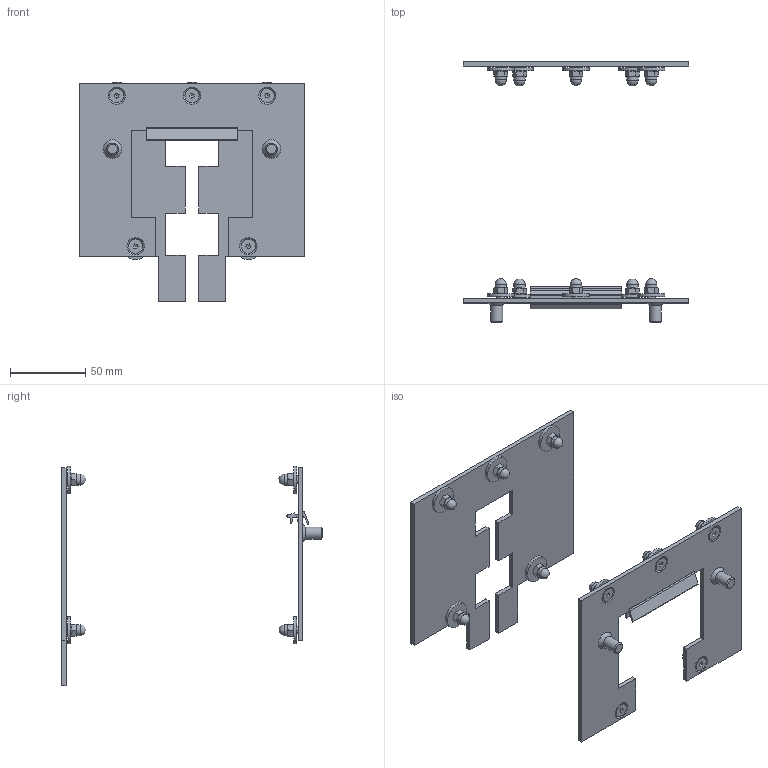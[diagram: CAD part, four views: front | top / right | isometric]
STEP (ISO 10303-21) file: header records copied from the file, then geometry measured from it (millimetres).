
FILE_DESCRIPTION(/* description */ (''),/* implementation_level */ '2;1');
FILE_NAME(/* name */ '00011107.stp',/* time_stamp */ '2023-07-11T10:23:50+02:00',/* author */ ('stegner'),/* organization */ (''),/* preprocessor_version */ 'ST-DEVELOPER v19.2',/* originating_system */ 'Autodesk Inventor 2023',/* authorisation */ '');
FILE_SCHEMA (('AUTOMOTIVE_DESIGN { 1 0 10303 214 3 1 1 }'));
Length unit declared in the file: millimetre
Products named in the file (8): leer; MTW_1-00216775; MTW_1-00216782; leer_1; leer_2; 21-1098-5FZ.001; Protec-Zeichnung 1065; leer_3
Assembly tree (35 placements, depth 2):
  leer
    MTW_1-00216775
    MTW_1-00216782
    leer_1  x10
    leer_2  x2
    21-1098-5FZ.001  x10
    Protec-Zeichnung 1065
    leer_3  x10
Bounding box: 150 x 173.27 x 146 mm (x, y, z)
Volume: 96048.5 mm3; surface area: 78639.1 mm2
Topology: 35 solids, 35 shells, 479 faces, 1133 edges, 714 vertices
Faces by surface type: plane 251, cone 138, cylinder 80, sphere 10
Full cylindrical faces by diameter (mm): 4.134 x10, 5 x10, 5.8 x10, 7.5 x10, 8 x2, 9.43 x10, 15.24 x2, 18 x10
Entity records: 4636 total; most frequent: CARTESIAN_POINT 803, DIRECTION 744, ORIENTED_EDGE 678, EDGE_CURVE 339, AXIS2_PLACEMENT_3D 261, VERTEX_POINT 224, LINE 222, VECTOR 222
